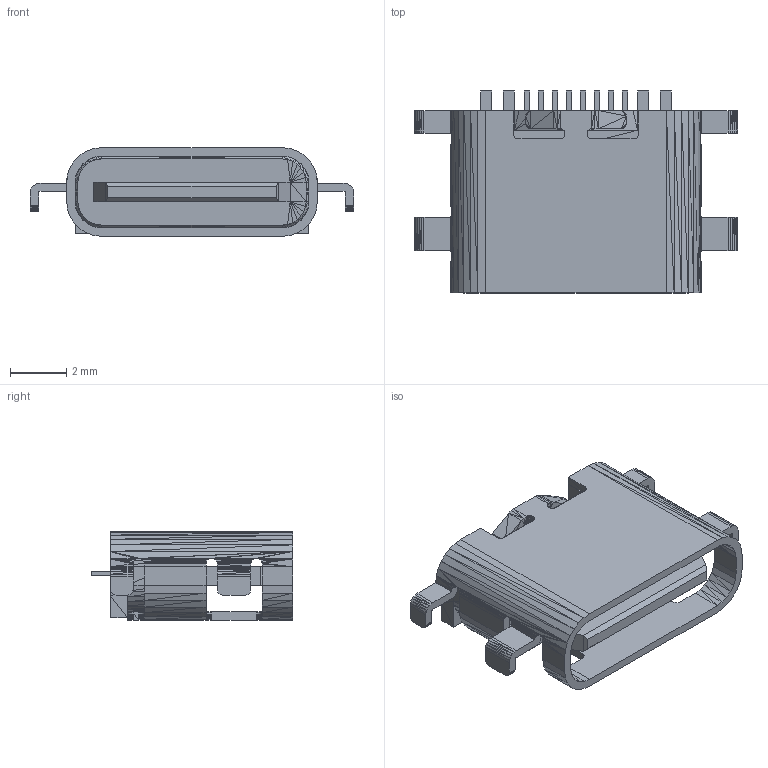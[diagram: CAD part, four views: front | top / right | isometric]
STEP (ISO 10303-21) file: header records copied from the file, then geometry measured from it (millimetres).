
FILE_DESCRIPTION(/* description */ (''),/* implementation_level */ '2;1');
FILE_NAME(/* name */ 'SHOU_HAN-TYPE-C-16P-CB1.6-073.step',/* time_stamp */ '2024-05-15T00:32:26+02:00',/* author */ (''),/* organization */ (''),/* preprocessor_version */ 'ST-DEVELOPER v20',/* originating_system */ 'Autodesk Translation Framework v12.20.1.177',/* authorisation */ '');
FILE_SCHEMA (('AUTOMOTIVE_DESIGN { 1 0 10303 214 3 1 1 }'));
Length unit declared in the file: millimetre
Products named in the file (1): (Unsaved)
Bounding box: 11.54 x 7.2 x 3.16 mm (x, y, z)
Volume: 100.5 mm3; surface area: 424.1 mm2
Topology: 1 solids, 1 shells, 1486 faces, 2760 edges, 1257 vertices
Faces by surface type: plane 1486
Entity records: 33789 total; most frequent: DIRECTION 5734, ORIENTED_EDGE 5520, CARTESIAN_POINT 5504, LINE 2760, VECTOR 2760, EDGE_CURVE 2760, EDGE_LOOP 1499, AXIS2_PLACEMENT_3D 1487
